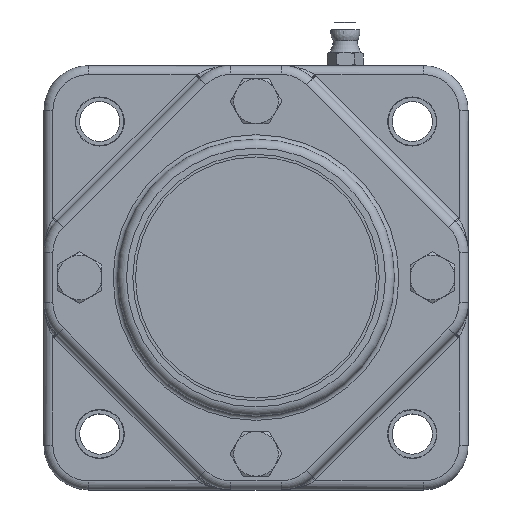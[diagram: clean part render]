
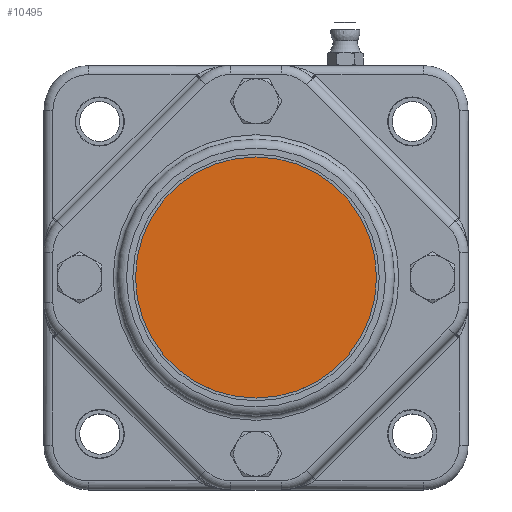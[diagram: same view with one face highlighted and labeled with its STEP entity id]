
A CAD part, top view. The second image highlights one B-rep face of the part: STEP entity #10495.
In plain terms, the highlighted planar face has unit normal (0, 0, 1).
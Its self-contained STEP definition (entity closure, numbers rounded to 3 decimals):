
#694=FACE_OUTER_BOUND('',#2891,.T.);
#2490=PLANE('',#11285);
#2891=EDGE_LOOP('',(#7189));
#3610=CIRCLE('',#11283,27.);
#4412=VERTEX_POINT('',#16641);
#5446=EDGE_CURVE('',#4412,#4412,#3610,.T.);
#7189=ORIENTED_EDGE('',*,*,#5446,.F.);
#10495=ADVANCED_FACE('',(#694),#2490,.T.);
#11283=AXIS2_PLACEMENT_3D('',#16642,#12919,#12920);
#11285=AXIS2_PLACEMENT_3D('',#16646,#12924,#12925);
#12919=DIRECTION('center_axis',(0.,0.,-1.));
#12920=DIRECTION('ref_axis',(-1.,0.,0.));
#12924=DIRECTION('center_axis',(0.,0.,1.));
#12925=DIRECTION('ref_axis',(-1.,0.,0.));
#16641=CARTESIAN_POINT('',(27.,0.,29.2));
#16642=CARTESIAN_POINT('Origin',(0.,0.,29.2));
#16646=CARTESIAN_POINT('Origin',(0.,0.,29.2));
